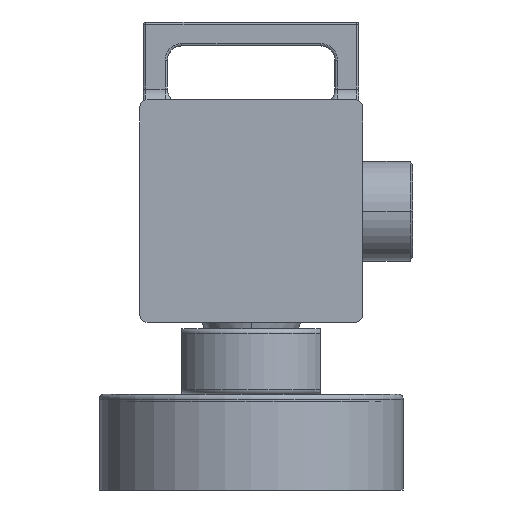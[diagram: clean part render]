
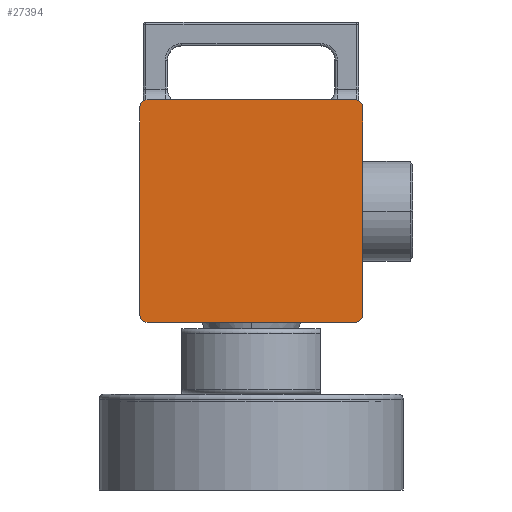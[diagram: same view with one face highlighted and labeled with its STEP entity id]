
A CAD part, left-side view. The second image highlights one B-rep face of the part: STEP entity #27394.
In plain terms, the highlighted planar face has unit normal (-1, 0, 0).
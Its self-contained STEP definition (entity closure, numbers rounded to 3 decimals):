
#31=DIRECTION('',(0.,-1.,0.));
#32=VECTOR('',#31,43.5);
#33=CARTESIAN_POINT('',(-95.,21.75,23.25));
#34=LINE('',#33,#32);
#47=CARTESIAN_POINT('',(-95.,-21.75,21.75));
#48=DIRECTION('',(-1.,0.,0.));
#49=DIRECTION('',(0.,-1.,0.));
#50=AXIS2_PLACEMENT_3D('',#47,#48,#49);
#67=CARTESIAN_POINT('',(-95.,21.75,21.75));
#68=DIRECTION('',(-1.,0.,0.));
#69=DIRECTION('',(0.,0.,1.));
#70=AXIS2_PLACEMENT_3D('',#67,#68,#69);
#77=DIRECTION('',(0.,0.,1.));
#78=VECTOR('',#77,43.5);
#79=CARTESIAN_POINT('',(-95.,23.25,-21.75));
#80=LINE('',#79,#78);
#93=CARTESIAN_POINT('',(-95.,21.75,-21.75));
#94=DIRECTION('',(-1.,0.,0.));
#95=DIRECTION('',(0.,1.,0.));
#96=AXIS2_PLACEMENT_3D('',#93,#94,#95);
#115=DIRECTION('',(0.,1.,0.));
#116=VECTOR('',#115,43.5);
#117=CARTESIAN_POINT('',(-95.,-21.75,-23.25));
#118=LINE('',#117,#116);
#139=CARTESIAN_POINT('',(-95.,-21.75,-21.75));
#140=DIRECTION('',(-1.,0.,0.));
#141=DIRECTION('',(0.,0.,-1.));
#142=AXIS2_PLACEMENT_3D('',#139,#140,#141);
#161=DIRECTION('',(0.,0.,-1.));
#162=VECTOR('',#161,43.5);
#163=CARTESIAN_POINT('',(-95.,-23.25,21.75));
#164=LINE('',#163,#162);
#23287=CARTESIAN_POINT('',(-95.,21.75,23.25));
#23288=CARTESIAN_POINT('',(-95.,-21.75,23.25));
#23289=VERTEX_POINT('',#23287);
#23290=VERTEX_POINT('',#23288);
#23291=CARTESIAN_POINT('',(-95.,-23.25,21.75));
#23292=CARTESIAN_POINT('',(-95.,-23.25,-21.75));
#23293=VERTEX_POINT('',#23291);
#23294=VERTEX_POINT('',#23292);
#23295=CARTESIAN_POINT('',(-95.,-21.75,-23.25));
#23296=CARTESIAN_POINT('',(-95.,21.75,-23.25));
#23297=VERTEX_POINT('',#23295);
#23298=VERTEX_POINT('',#23296);
#23299=CARTESIAN_POINT('',(-95.,23.25,-21.75));
#23300=CARTESIAN_POINT('',(-95.,23.25,21.75));
#23301=VERTEX_POINT('',#23299);
#23302=VERTEX_POINT('',#23300);
#27372=CARTESIAN_POINT('',(-95.,0.,0.));
#27373=DIRECTION('',(1.,0.,0.));
#27374=DIRECTION('',(0.,1.,0.));
#27375=AXIS2_PLACEMENT_3D('',#27372,#27373,#27374);
#27376=PLANE('',#27375);
#27377=ORIENTED_EDGE('',*,*,#27354,.T.);
#27379=ORIENTED_EDGE('',*,*,#27378,.F.);
#27381=ORIENTED_EDGE('',*,*,#27380,.T.);
#27383=ORIENTED_EDGE('',*,*,#27382,.F.);
#27385=ORIENTED_EDGE('',*,*,#27384,.T.);
#27387=ORIENTED_EDGE('',*,*,#27386,.F.);
#27389=ORIENTED_EDGE('',*,*,#27388,.T.);
#27391=ORIENTED_EDGE('',*,*,#27390,.F.);
#27392=EDGE_LOOP('',(#27377,#27379,#27381,#27383,#27385,#27387,#27389,#27391));
#27393=FACE_OUTER_BOUND('',#27392,.F.);
#27394=ADVANCED_FACE('',(#27393),#27376,.F.);
#51=CIRCLE('',#50,1.5);
#71=CIRCLE('',#70,1.5);
#97=CIRCLE('',#96,1.5);
#143=CIRCLE('',#142,1.5);
#27354=EDGE_CURVE('',#23289,#23290,#34,.T.);
#27378=EDGE_CURVE('',#23293,#23290,#51,.T.);
#27380=EDGE_CURVE('',#23293,#23294,#164,.T.);
#27382=EDGE_CURVE('',#23297,#23294,#143,.T.);
#27384=EDGE_CURVE('',#23297,#23298,#118,.T.);
#27386=EDGE_CURVE('',#23301,#23298,#97,.T.);
#27388=EDGE_CURVE('',#23301,#23302,#80,.T.);
#27390=EDGE_CURVE('',#23289,#23302,#71,.T.);
